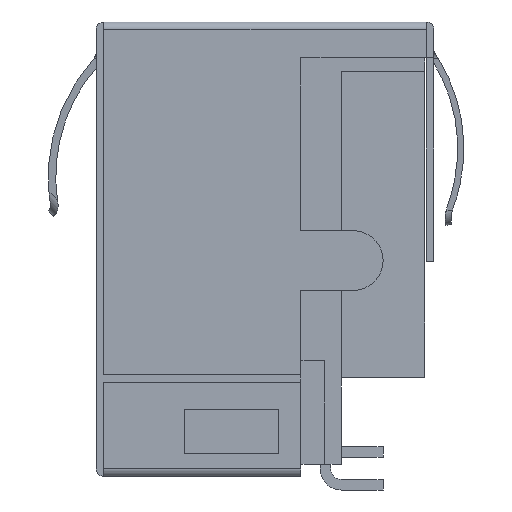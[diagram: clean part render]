
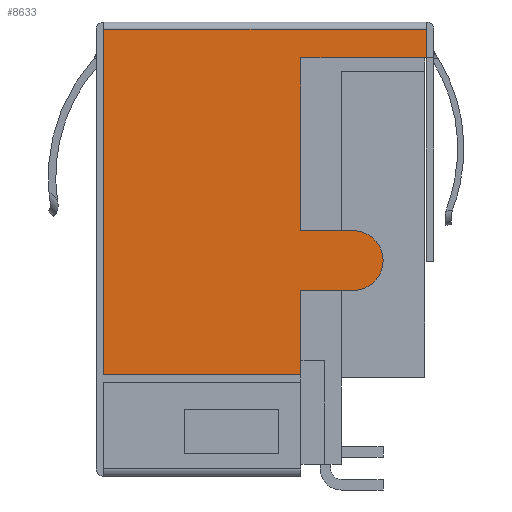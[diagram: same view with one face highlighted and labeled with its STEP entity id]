
A CAD part, left-side view. The second image highlights one B-rep face of the part: STEP entity #8633.
In plain terms, the highlighted planar face has unit normal (-1, 0, 0).
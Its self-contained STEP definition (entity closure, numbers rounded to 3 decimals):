
#33=DIRECTION('',(0.,-1.,0.));
#34=VECTOR('',#33,10.8);
#35=CARTESIAN_POINT('',(-8.09,5.4,-0.25));
#36=LINE('',#35,#34);
#40=DIRECTION('',(0.,0.,-1.));
#41=VECTOR('',#40,0.95);
#42=CARTESIAN_POINT('',(-8.09,-5.4,-0.25));
#43=LINE('',#42,#41);
#47=DIRECTION('',(0.,1.,0.));
#48=VECTOR('',#47,4.2);
#49=CARTESIAN_POINT('',(-8.09,-5.4,-1.2));
#50=LINE('',#49,#48);
#54=DIRECTION('',(0.,0.,-1.));
#55=VECTOR('',#54,5.78);
#56=CARTESIAN_POINT('',(-8.09,-1.2,-1.2));
#57=LINE('',#56,#55);
#61=DIRECTION('',(0.,1.,0.));
#62=VECTOR('',#61,1.75);
#63=CARTESIAN_POINT('',(-8.09,-2.95,-6.98));
#64=LINE('',#63,#62);
#68=CARTESIAN_POINT('',(-8.09,-2.95,-7.98));
#69=DIRECTION('',(-1.,0.,0.));
#70=DIRECTION('',(0.,0.,-1.));
#71=AXIS2_PLACEMENT_3D('',#68,#69,#70);
#76=DIRECTION('',(0.,-1.,0.));
#77=VECTOR('',#76,1.75);
#78=CARTESIAN_POINT('',(-8.09,-1.2,-8.98));
#79=LINE('',#78,#77);
#83=DIRECTION('',(0.,0.,-1.));
#84=VECTOR('',#83,2.82);
#85=CARTESIAN_POINT('',(-8.09,-1.2,-8.98));
#86=LINE('',#85,#84);
#90=DIRECTION('',(0.,1.,0.));
#91=VECTOR('',#90,6.6);
#92=CARTESIAN_POINT('',(-8.09,-1.2,-11.8));
#93=LINE('',#92,#91);
#97=DIRECTION('',(0.,0.,-1.));
#98=VECTOR('',#97,11.55);
#99=CARTESIAN_POINT('',(-8.09,5.4,-0.25));
#100=LINE('',#99,#98);
#7358=CARTESIAN_POINT('',(-8.09,-2.95,-8.98));
#7359=CARTESIAN_POINT('',(-8.09,-2.95,-6.98));
#7360=VERTEX_POINT('',#7358);
#7361=VERTEX_POINT('',#7359);
#7366=CARTESIAN_POINT('',(-8.09,-1.2,-1.2));
#7367=CARTESIAN_POINT('',(-8.09,-1.2,-6.98));
#7368=VERTEX_POINT('',#7366);
#7369=VERTEX_POINT('',#7367);
#7370=CARTESIAN_POINT('',(-8.09,-1.2,-8.98));
#7371=VERTEX_POINT('',#7370);
#8018=CARTESIAN_POINT('',(-8.09,-1.2,-11.8));
#8019=CARTESIAN_POINT('',(-8.09,5.4,-11.8));
#8020=VERTEX_POINT('',#8018);
#8021=VERTEX_POINT('',#8019);
#8036=CARTESIAN_POINT('',(-8.09,-5.4,-1.2));
#8037=VERTEX_POINT('',#8036);
#8338=CARTESIAN_POINT('',(-8.09,-5.4,-0.25));
#8339=VERTEX_POINT('',#8338);
#8340=CARTESIAN_POINT('',(-8.09,5.4,-0.25));
#8341=VERTEX_POINT('',#8340);
#8606=CARTESIAN_POINT('',(-8.09,0.,0.));
#8607=DIRECTION('',(1.,0.,0.));
#8608=DIRECTION('',(0.,0.,-1.));
#8609=AXIS2_PLACEMENT_3D('',#8606,#8607,#8608);
#8610=PLANE('',#8609);
#8612=ORIENTED_EDGE('',*,*,#8611,.T.);
#8614=ORIENTED_EDGE('',*,*,#8613,.T.);
#8616=ORIENTED_EDGE('',*,*,#8615,.T.);
#8618=ORIENTED_EDGE('',*,*,#8617,.T.);
#8620=ORIENTED_EDGE('',*,*,#8619,.F.);
#8622=ORIENTED_EDGE('',*,*,#8621,.F.);
#8624=ORIENTED_EDGE('',*,*,#8623,.F.);
#8626=ORIENTED_EDGE('',*,*,#8625,.T.);
#8628=ORIENTED_EDGE('',*,*,#8627,.T.);
#8630=ORIENTED_EDGE('',*,*,#8629,.F.);
#8631=EDGE_LOOP('',(#8612,#8614,#8616,#8618,#8620,#8622,#8624,#8626,#8628,
#8630));
#8632=FACE_OUTER_BOUND('',#8631,.F.);
#72=CIRCLE('',#71,1.);
#8611=EDGE_CURVE('',#8341,#8339,#36,.T.);
#8613=EDGE_CURVE('',#8339,#8037,#43,.T.);
#8615=EDGE_CURVE('',#8037,#7368,#50,.T.);
#8617=EDGE_CURVE('',#7368,#7369,#57,.T.);
#8619=EDGE_CURVE('',#7361,#7369,#64,.T.);
#8621=EDGE_CURVE('',#7360,#7361,#72,.T.);
#8623=EDGE_CURVE('',#7371,#7360,#79,.T.);
#8625=EDGE_CURVE('',#7371,#8020,#86,.T.);
#8627=EDGE_CURVE('',#8020,#8021,#93,.T.);
#8629=EDGE_CURVE('',#8341,#8021,#100,.T.);
#8633=ADVANCED_FACE('',(#8632),#8610,.F.);
